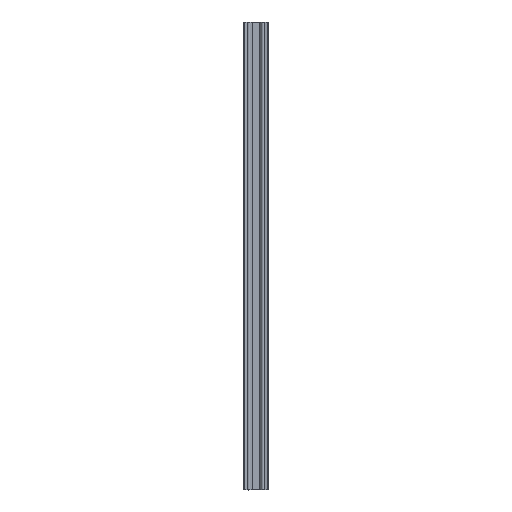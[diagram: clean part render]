
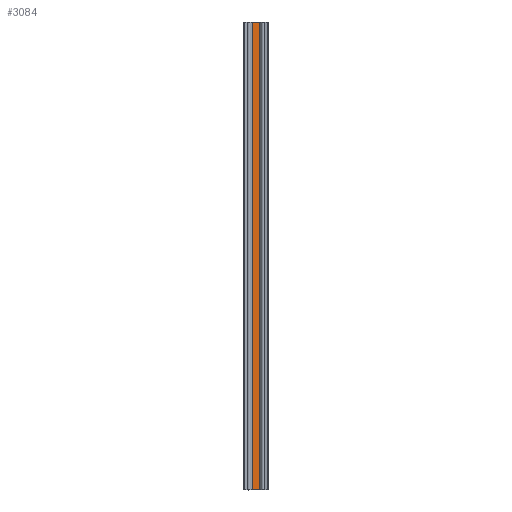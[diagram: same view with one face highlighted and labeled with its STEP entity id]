
A CAD part, top view. The second image highlights one B-rep face of the part: STEP entity #3084.
In plain terms, the highlighted free-form (B-spline) face has degree [1, 1] with [2, 2] control points.
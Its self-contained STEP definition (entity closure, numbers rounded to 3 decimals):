
#51=CARTESIAN_POINT('',(1.65,0.0,0.0));
#52=VERTEX_POINT('',#51);
#58=CARTESIAN_POINT('',(-1.65,0.0,0.0));
#59=VERTEX_POINT('',#58);
#60=CARTESIAN_POINT('',(1.65,0.0,0.0));
#61=CARTESIAN_POINT('',(-1.65,0.0,0.0));
#62=QUASI_UNIFORM_CURVE('',1,(#60,#61),.UNSPECIFIED.,.F.,.U.);
#63=EDGE_CURVE('',#52,#59,#62,.T.);
#829=CARTESIAN_POINT('',(1.65,200.0,0.0));
#830=VERTEX_POINT('',#829);
#1435=CARTESIAN_POINT('',(-1.65,200.0,0.0));
#1436=VERTEX_POINT('',#1435);
#1442=CARTESIAN_POINT('',(1.65,200.0,0.0));
#1443=CARTESIAN_POINT('',(-1.65,200.0,0.0));
#1444=QUASI_UNIFORM_CURVE('',1,(#1442,#1443),.UNSPECIFIED.,.F.,.U.);
#1445=EDGE_CURVE('',#830,#1436,#1444,.T.);
#3059=CARTESIAN_POINT('',(-1.65,200.0,0.0));
#3060=CARTESIAN_POINT('',(-1.65,0.0,0.0));
#3061=QUASI_UNIFORM_CURVE('',1,(#3059,#3060),.UNSPECIFIED.,.F.,.U.);
#3062=EDGE_CURVE('',#1436,#59,#3061,.T.);
#3069=CARTESIAN_POINT('',(-1.815,-9.99,0.0));
#3070=CARTESIAN_POINT('',(1.815,-9.99,0.0));
#3071=CARTESIAN_POINT('',(-1.815,209.99,0.0));
#3072=CARTESIAN_POINT('',(1.815,209.99,0.0));
#3073=B_SPLINE_SURFACE_WITH_KNOTS('',1,1,((#3069,#3071),(#3070,#3072)),.UNSPECIFIED.,.F.,.F.,.U.,(2,2),(2,2),(0.0,3.63),(0.0,219.98),.UNSPECIFIED.);
#3074=ORIENTED_EDGE('',*,*,#63,.F.);
#3075=CARTESIAN_POINT('',(1.65,200.0,0.0));
#3076=CARTESIAN_POINT('',(1.65,0.0,0.0));
#3077=QUASI_UNIFORM_CURVE('',1,(#3075,#3076),.UNSPECIFIED.,.F.,.U.);
#3078=EDGE_CURVE('',#830,#52,#3077,.T.);
#3079=ORIENTED_EDGE('',*,*,#3078,.F.);
#3080=ORIENTED_EDGE('',*,*,#1445,.T.);
#3081=ORIENTED_EDGE('',*,*,#3062,.T.);
#3082=EDGE_LOOP('',(#3074,#3079,#3080,#3081));
#3083=FACE_OUTER_BOUND('',#3082,.T.);
#3084=ADVANCED_FACE('',(#3083),#3073,.T.);
